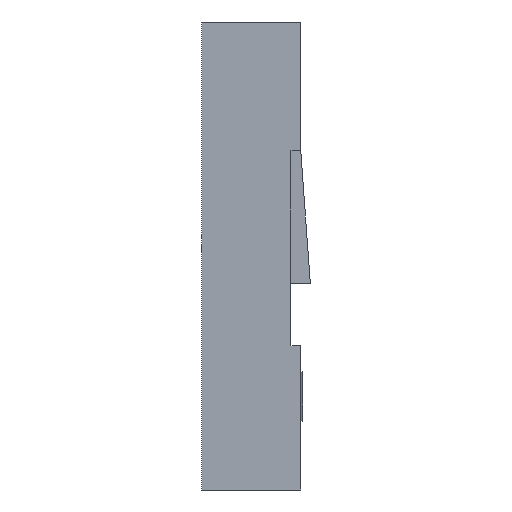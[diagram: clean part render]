
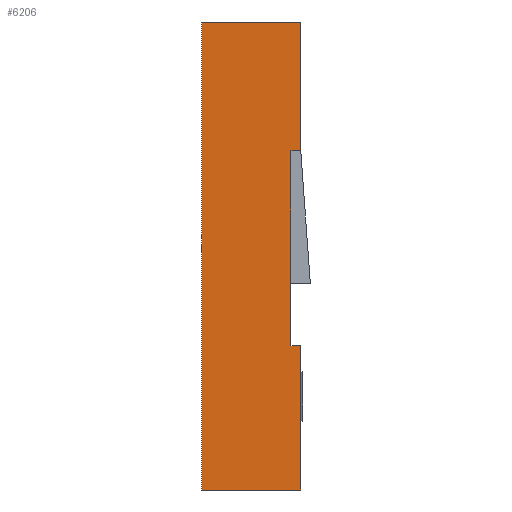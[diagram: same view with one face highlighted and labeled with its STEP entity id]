
A CAD part, left-side view. The second image highlights one B-rep face of the part: STEP entity #6206.
In plain terms, the highlighted planar face has unit normal (-1, 0, 0).
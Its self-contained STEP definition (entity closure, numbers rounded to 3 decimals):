
#79 = DIRECTION ( 'NONE',  ( 0., -1., 0. ) ) ;
#85 = EDGE_CURVE ( 'NONE', #3596, #9596, #9535, .T. ) ;
#368 = DIRECTION ( 'NONE',  ( 1., 0., 0. ) ) ;
#613 = EDGE_LOOP ( 'NONE', ( #1267, #8301, #10347, #8800, #10150, #2537, #3800, #1363 ) ) ;
#844 = CARTESIAN_POINT ( 'NONE',  ( -6.35, 4.588, 8.7 ) ) ;
#1119 = VERTEX_POINT ( 'NONE', #9639 ) ;
#1199 = CARTESIAN_POINT ( 'NONE',  ( -6.35, 1.27, 12. ) ) ;
#1267 = ORIENTED_EDGE ( 'NONE', *, *, #6831, .T. ) ;
#1363 = ORIENTED_EDGE ( 'NONE', *, *, #9037, .F. ) ;
#1871 = VECTOR ( 'NONE', #7669, 1000. ) ;
#2263 = DIRECTION ( 'NONE',  ( 0., 0., -1. ) ) ;
#2514 = LINE ( 'NONE', #2923, #1871 ) ;
#2537 = ORIENTED_EDGE ( 'NONE', *, *, #3750, .T. ) ;
#2623 = EDGE_CURVE ( 'NONE', #5153, #3207, #7856, .T. ) ;
#2923 = CARTESIAN_POINT ( 'NONE',  ( -6.35, -1.02, 8.7 ) ) ;
#2963 = CARTESIAN_POINT ( 'NONE',  ( -6.35, 4.588, 3.7 ) ) ;
#3006 = CARTESIAN_POINT ( 'NONE',  ( -6.35, -1.02, 8.7 ) ) ;
#3030 = VECTOR ( 'NONE', #2263, 1000. ) ;
#3207 = VERTEX_POINT ( 'NONE', #7471 ) ;
#3256 = VECTOR ( 'NONE', #7893, 1000. ) ;
#3549 = CARTESIAN_POINT ( 'NONE',  ( -6.35, -1.27, 0. ) ) ;
#3596 = VERTEX_POINT ( 'NONE', #7981 ) ;
#3750 = EDGE_CURVE ( 'NONE', #1119, #9596, #5859, .T. ) ;
#3788 = VECTOR ( 'NONE', #8511, 1000. ) ;
#3800 = ORIENTED_EDGE ( 'NONE', *, *, #85, .F. ) ;
#3945 = CARTESIAN_POINT ( 'NONE',  ( -6.35, 1.27, 12. ) ) ;
#4414 = PLANE ( 'NONE',  #8528 ) ;
#5078 = LINE ( 'NONE', #844, #8853 ) ;
#5153 = VERTEX_POINT ( 'NONE', #1199 ) ;
#5251 = LINE ( 'NONE', #3945, #3030 ) ;
#5296 = CARTESIAN_POINT ( 'NONE',  ( -6.35, -1.27, 12. ) ) ;
#5649 = LINE ( 'NONE', #2963, #9853 ) ;
#5859 = LINE ( 'NONE', #9504, #3256 ) ;
#6062 = CARTESIAN_POINT ( 'NONE',  ( -6.35, -1.27, 12. ) ) ;
#6092 = DIRECTION ( 'NONE',  ( 0., 0., -1. ) ) ;
#6206 = ADVANCED_FACE ( 'NONE', ( #6271 ), #4414, .F. ) ;
#6271 = FACE_OUTER_BOUND ( 'NONE', #613, .T. ) ;
#6451 = EDGE_CURVE ( 'NONE', #5153, #1119, #5251, .T. ) ;
#6777 = VERTEX_POINT ( 'NONE', #3006 ) ;
#6831 = EDGE_CURVE ( 'NONE', #9093, #6777, #2514, .T. ) ;
#6899 = DIRECTION ( 'NONE',  ( 0., 1., 0. ) ) ;
#7218 = CARTESIAN_POINT ( 'NONE',  ( -6.35, -1.02, 3.7 ) ) ;
#7471 = CARTESIAN_POINT ( 'NONE',  ( -6.35, -1.27, 12. ) ) ;
#7669 = DIRECTION ( 'NONE',  ( 0., 0., 1. ) ) ;
#7856 = LINE ( 'NONE', #8887, #9986 ) ;
#7893 = DIRECTION ( 'NONE',  ( 0., -1., 0. ) ) ;
#7981 = CARTESIAN_POINT ( 'NONE',  ( -6.35, -1.27, 3.7 ) ) ;
#8011 = VERTEX_POINT ( 'NONE', #9572 ) ;
#8082 = DIRECTION ( 'NONE',  ( 0., -1., 0. ) ) ;
#8301 = ORIENTED_EDGE ( 'NONE', *, *, #10363, .T. ) ;
#8511 = DIRECTION ( 'NONE',  ( 0., 0., -1. ) ) ;
#8528 = AXIS2_PLACEMENT_3D ( 'NONE', #10009, #368, #6899 ) ;
#8547 = DIRECTION ( 'NONE',  ( 0., -1., 0. ) ) ;
#8800 = ORIENTED_EDGE ( 'NONE', *, *, #2623, .F. ) ;
#8853 = VECTOR ( 'NONE', #8082, 1000. ) ;
#8887 = CARTESIAN_POINT ( 'NONE',  ( -6.35, 0., 12. ) ) ;
#9023 = EDGE_CURVE ( 'NONE', #3207, #8011, #9953, .T. ) ;
#9037 = EDGE_CURVE ( 'NONE', #9093, #3596, #5649, .T. ) ;
#9093 = VERTEX_POINT ( 'NONE', #7218 ) ;
#9504 = CARTESIAN_POINT ( 'NONE',  ( -6.35, 0., 0. ) ) ;
#9535 = LINE ( 'NONE', #5296, #10397 ) ;
#9572 = CARTESIAN_POINT ( 'NONE',  ( -6.35, -1.27, 8.7 ) ) ;
#9596 = VERTEX_POINT ( 'NONE', #3549 ) ;
#9639 = CARTESIAN_POINT ( 'NONE',  ( -6.35, 1.27, 0. ) ) ;
#9853 = VECTOR ( 'NONE', #8547, 1000. ) ;
#9953 = LINE ( 'NONE', #6062, #3788 ) ;
#9986 = VECTOR ( 'NONE', #79, 1000. ) ;
#10009 = CARTESIAN_POINT ( 'NONE',  ( -6.35, 0., 12. ) ) ;
#10150 = ORIENTED_EDGE ( 'NONE', *, *, #6451, .T. ) ;
#10347 = ORIENTED_EDGE ( 'NONE', *, *, #9023, .F. ) ;
#10363 = EDGE_CURVE ( 'NONE', #6777, #8011, #5078, .T. ) ;
#10397 = VECTOR ( 'NONE', #6092, 1000. ) ;
